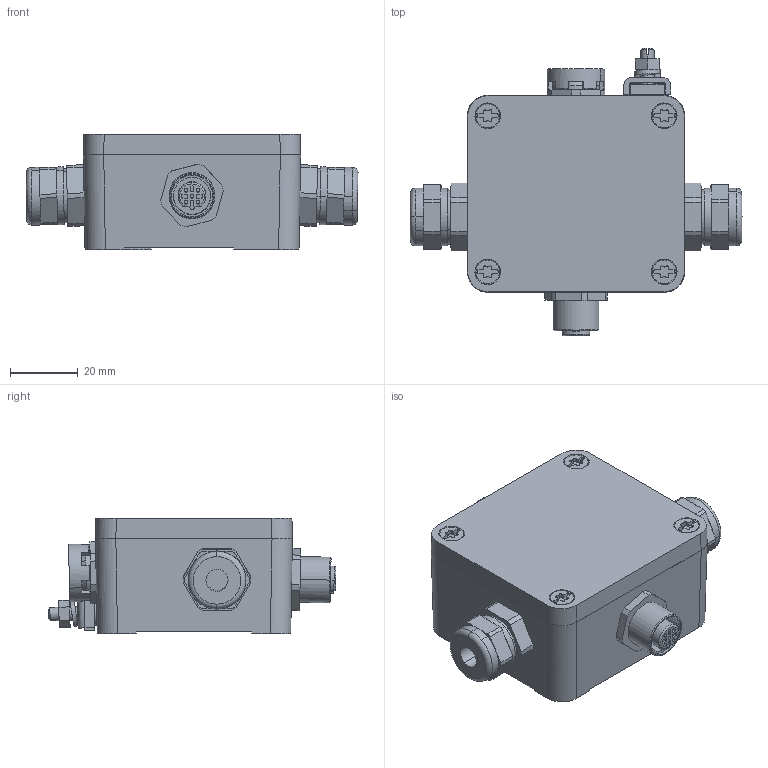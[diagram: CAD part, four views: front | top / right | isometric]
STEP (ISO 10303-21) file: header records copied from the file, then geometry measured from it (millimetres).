
FILE_DESCRIPTION(('CATIA V5 STEP Exchange','CAx-IF Rec.Pracs.--- Model Styling and Organization---1.4--- 2014-01-23'),'2;1');
FILE_NAME ('D1610707_0', '2024-05-06T06:50:50+00:00', ('none'), ('Weidmueller'), 'CATIA Version 5-6 Release 2016 SP3 HF44', 'CATIA V5 STEP AP214', 'none');
FILE_SCHEMA(('AUTOMOTIVE_DESIGN { 1 0 10303 214 1 1 1 1 }'));
Length unit declared in the file: millimetre
Products named in the file (1): S3D_FBCon_DP_M12_1way_XXX
Bounding box: 97.86 x 84.87 x 34 mm (x, y, z)
Volume: 133186.3 mm3; surface area: 21344.9 mm2
Topology: 1 solids, 1 shells, 436 faces, 1275 edges, 872 vertices
Faces by surface type: plane 212, cylinder 165, extrusion 30, cone 18, bspline 6, torus 5
Entity records: 14871 total; most frequent: CARTESIAN_POINT 3637, ORIENTED_EDGE 2550, DIRECTION 1658, EDGE_CURVE 1275, VERTEX_POINT 872, VECTOR 766, LINE 736, AXIS2_PLACEMENT_3D 647
